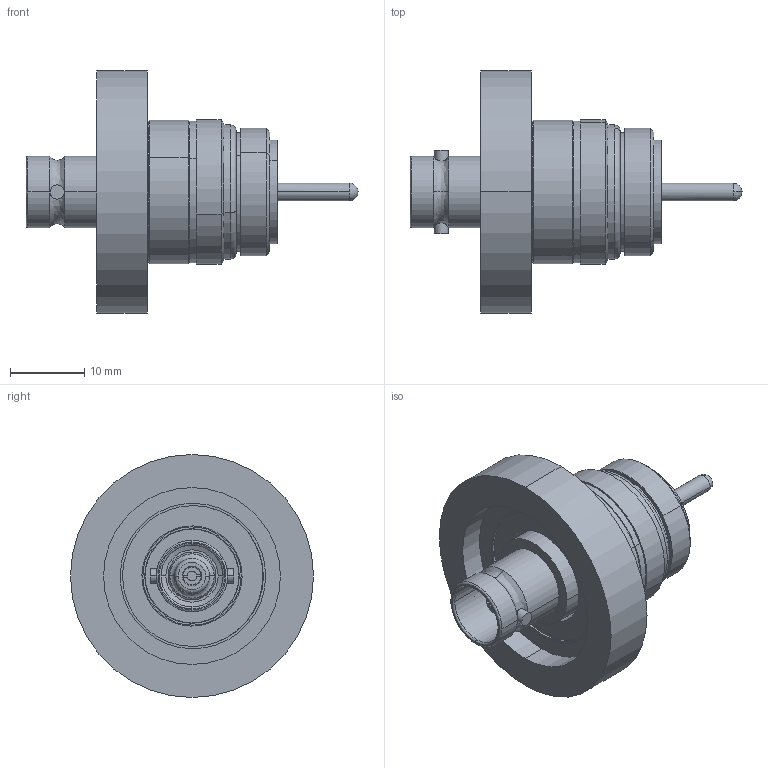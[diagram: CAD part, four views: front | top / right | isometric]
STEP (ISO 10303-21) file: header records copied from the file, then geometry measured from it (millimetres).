
FILE_DESCRIPTION (( 'STEP AP203' ), '1' );
FILE_NAME ('A0302-1-W.STEP', '2012-04-04T19:00:08', ( '' ), ( '' ), 'SwSTEP 2.0', 'SolidWorks 2011', '' );
FILE_SCHEMA (( 'CONFIG_CONTROL_DESIGN' ));
Length unit declared in the file: inch
Products named in the file (1): A0302-1-W
Bounding box: 44.6 x 32.64 x 32.64 mm (x, y, z)
Volume: 7423.6 mm3; surface area: 8970.7 mm2
Topology: 1 solids, 1 shells, 175 faces, 390 edges, 242 vertices
Faces by surface type: cylinder 87, plane 38, cone 28, bspline 16, torus 6
Entity records: 5507 total; most frequent: CARTESIAN_POINT 1451, DIRECTION 921, ORIENTED_EDGE 772, AXIS2_PLACEMENT_3D 395, EDGE_CURVE 386, VERTEX_POINT 242, CIRCLE 235, EDGE_LOOP 206
